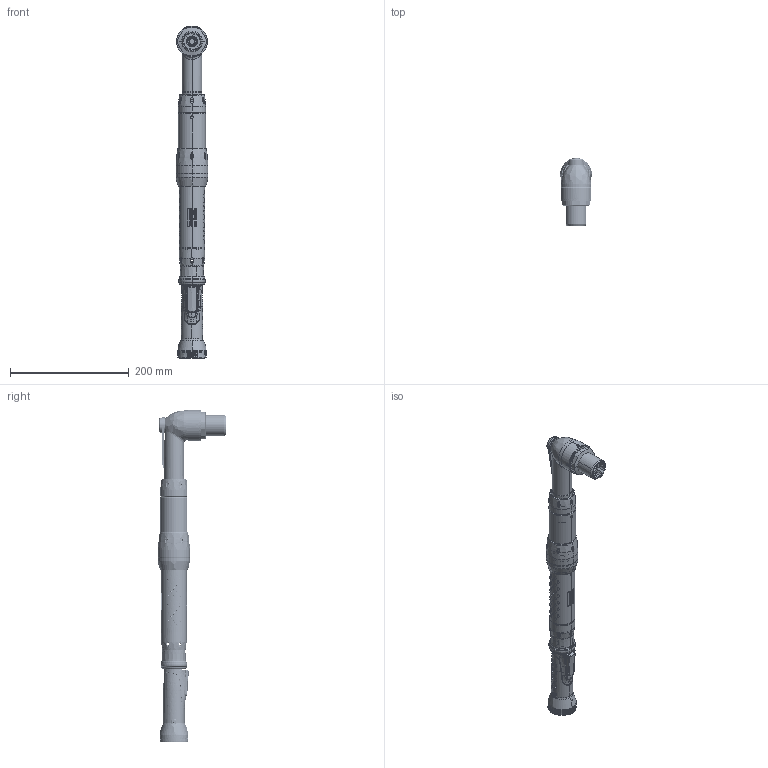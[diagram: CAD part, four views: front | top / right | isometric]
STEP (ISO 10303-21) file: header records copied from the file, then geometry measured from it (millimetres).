
FILE_DESCRIPTION((''),'2;1');
FILE_NAME('8433205635_SW_ASM','2014-09-24T',('tooextcsr'),(''),'PRO/ENGINEER BY PARAMETRIC TECHNOLOGY CORPORATION, 2013410','PRO/ENGINEER BY PARAMETRIC TECHNOLOGY CORPORATION, 2013410','');
FILE_SCHEMA(('CONFIG_CONTROL_DESIGN','GEOMETRIC_VALIDATION_PROPERTIES_MIM'));
Length unit declared in the file: millimetre
Products named in the file (47): 4220232200; 4220241310; 4220241380_ASM; 4220230300; 4222011600; 4220011402; 4220247180_ASM; 4222001600; 4220247382_ASM; 4220247384_ASM; 4220247383_ASM; 4220247381_ASM; 4220230086_ASM; 4220232310; 4220249500_SPEC; 4220232380_ASM; 4220232603; 4220261601; 4220125604; 4220232683_ASM; 4220232402; 4220232100; 4224230103_ASM; 4220237107; 4220293480_ASM; 4220366280_ASM; 4220293200; 4224210800_ASM; 4220292900; 4224221501_ASM; 4220292713; 4220099409; 4210351100; 4210269800; 4210256300_SPEC1; 4220158802; 4210269600; 4220191513; 4220436000; 4220191514 ...
Assembly tree (50 placements, depth 5):
  8433205635_SW_ASM
    4224230103_ASM
      4220232200
      4220241380_ASM
        4220241310
      4220230086_ASM
        4220230300
        4222011600
        4220247180_ASM
          4220011402
        4220247382_ASM
          4222001600
        4220247384_ASM
          4222001600
        4220247383_ASM
          4222001600
        4220247381_ASM
          4222001600
      4220232380_ASM
        4220232310
        4220249500_SPEC
      4220232683_ASM
        4220232603
        4220261601
        4220125604  x2
      4220232402
      4220232100
    4224210800_ASM
      4220366280_ASM
        4220293480_ASM
          4220237107
      4220293200
    4224221501_ASM
      4220292900
    4224251102_ASM
      4220292713
      4220099409
      4210351100
      4210269800
      4210256300_SPEC1
      4220158802
      4210269600
      4220191513
      4220436000
      4220191514
      0216124600
    4220292803
    4220240500
    4220293000
    4210351394
Bounding box: 53 x 113.8 x 558.4 mm (x, y, z)
Volume: 281955.5 mm3; surface area: 243139.8 mm2
Topology: 34 solids, 37 shells, 4386 faces, 11471 edges, 7432 vertices
Faces by surface type: plane 1645, bspline 1087, cylinder 800, cone 457, extrusion 204, torus 160, revolution 17, sphere 16
Entity records: 241066 total; most frequent: CARTESIAN_POINT 107584, ORIENTED_EDGE 22290, DIRECTION 15375, PRESENTATION_STYLE_ASSIGNMENT 11346, STYLED_ITEM 11310, EDGE_CURVE 11151, CURVE_STYLE 10931, VERTEX_POINT 7241
